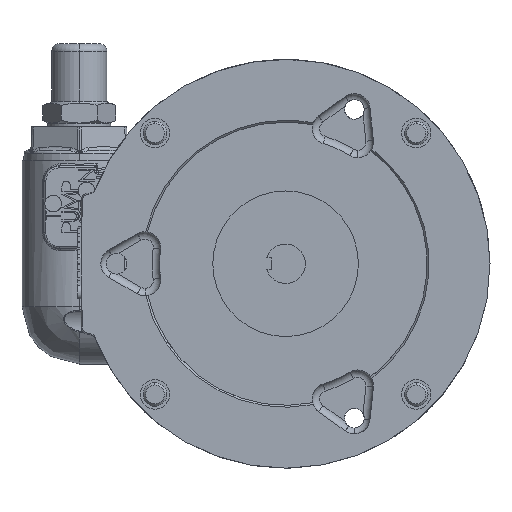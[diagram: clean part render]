
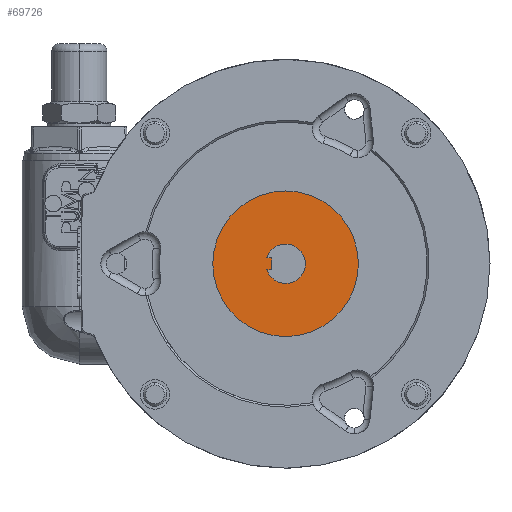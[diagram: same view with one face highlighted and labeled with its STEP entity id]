
A CAD part, left-side view. The second image highlights one B-rep face of the part: STEP entity #69726.
In plain terms, the highlighted planar face has unit normal (-1, 0, 0).
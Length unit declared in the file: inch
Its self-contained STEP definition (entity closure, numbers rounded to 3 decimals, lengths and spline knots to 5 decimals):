
#574 = DIRECTION ( 'NONE',  ( 1., 0., 0. ) ) ;
#1111 = AXIS2_PLACEMENT_3D ( 'NONE', #70466, #27093, #77722 ) ;
#1220 = EDGE_LOOP ( 'NONE', ( #53574, #71081 ) ) ;
#1771 = AXIS2_PLACEMENT_3D ( 'NONE', #44126, #574, #51393 ) ;
#3723 = CARTESIAN_POINT ( 'NONE',  ( 0.3215, 0., 1.15725 ) ) ;
#5167 = AXIS2_PLACEMENT_3D ( 'NONE', #24478, #75101, #31721 ) ;
#9251 = DIRECTION ( 'NONE',  ( 0., 0., -1. ) ) ;
#10677 = EDGE_CURVE ( 'NONE', #40966, #66267, #50600, .T. ) ;
#10744 = CARTESIAN_POINT ( 'NONE',  ( 0.3215, 0.29873, -0.09375 ) ) ;
#13379 = VERTEX_POINT ( 'NONE', #10744 ) ;
#15860 = CARTESIAN_POINT ( 'NONE',  ( 0.3215, 0., 0. ) ) ;
#16544 = CIRCLE ( 'NONE', #63893, 0.3131 ) ;
#20583 = ORIENTED_EDGE ( 'NONE', *, *, #25498, .F. ) ;
#22669 = CARTESIAN_POINT ( 'NONE',  ( 0.3215, 0.2239, -0.09375 ) ) ;
#23152 = DIRECTION ( 'NONE',  ( 0., -1., 0. ) ) ;
#23277 = VERTEX_POINT ( 'NONE', #22669 ) ;
#23424 = VECTOR ( 'NONE', #9251, 39.37008 ) ;
#23526 = EDGE_CURVE ( 'NONE', #23277, #13379, #61249, .T. ) ;
#23743 = CARTESIAN_POINT ( 'NONE',  ( 0.3215, 0.29873, 0.09375 ) ) ;
#24369 = CARTESIAN_POINT ( 'NONE',  ( 0.3215, 0., 0. ) ) ;
#24478 = CARTESIAN_POINT ( 'NONE',  ( 0.3215, 0., 0. ) ) ;
#25498 = EDGE_CURVE ( 'NONE', #13379, #40966, #16544, .T. ) ;
#26895 = FACE_OUTER_BOUND ( 'NONE', #1220, .T. ) ;
#27093 = DIRECTION ( 'NONE',  ( 1., 0., 0. ) ) ;
#28835 = EDGE_CURVE ( 'NONE', #78586, #23277, #92489, .T. ) ;
#31190 = ORIENTED_EDGE ( 'NONE', *, *, #65871, .F. ) ;
#31304 = EDGE_CURVE ( 'NONE', #38808, #92292, #62255, .T. ) ;
#31637 = DIRECTION ( 'NONE',  ( 0., -1., 0. ) ) ;
#31721 = DIRECTION ( 'NONE',  ( 0., -1., 0. ) ) ;
#32284 = DIRECTION ( 'NONE',  ( 0., -1., 0. ) ) ;
#32440 = ORIENTED_EDGE ( 'NONE', *, *, #28835, .F. ) ;
#33334 = ORIENTED_EDGE ( 'NONE', *, *, #10677, .F. ) ;
#33356 = CARTESIAN_POINT ( 'NONE',  ( 0.3215, -0.3131, 0. ) ) ;
#38808 = VERTEX_POINT ( 'NONE', #43905 ) ;
#40072 = VECTOR ( 'NONE', #32284, 39.37008 ) ;
#40966 = VERTEX_POINT ( 'NONE', #33356 ) ;
#43905 = CARTESIAN_POINT ( 'NONE',  ( 0.3215, 0., -1.15725 ) ) ;
#44126 = CARTESIAN_POINT ( 'NONE',  ( 0.3215, 0., 0. ) ) ;
#46563 = EDGE_LOOP ( 'NONE', ( #20583, #57400, #32440, #31190, #33334 ) ) ;
#50600 = CIRCLE ( 'NONE', #5167, 0.3131 ) ;
#50785 = DIRECTION ( 'NONE',  ( 0., 1., 0. ) ) ;
#51393 = DIRECTION ( 'NONE',  ( 0., -1., 0. ) ) ;
#53574 = ORIENTED_EDGE ( 'NONE', *, *, #58018, .F. ) ;
#54852 = CARTESIAN_POINT ( 'NONE',  ( 0.3215, 0.2239, 0.09375 ) ) ;
#57400 = ORIENTED_EDGE ( 'NONE', *, *, #23526, .F. ) ;
#58018 = EDGE_CURVE ( 'NONE', #92292, #38808, #70518, .T. ) ;
#59289 = LINE ( 'NONE', #23743, #40072 ) ;
#61249 = LINE ( 'NONE', #94086, #78228 ) ;
#62255 = CIRCLE ( 'NONE', #1111, 1.15725 ) ;
#63893 = AXIS2_PLACEMENT_3D ( 'NONE', #24369, #75008, #31637 ) ;
#65421 = FACE_BOUND ( 'NONE', #46563, .T. ) ;
#65871 = EDGE_CURVE ( 'NONE', #66267, #78586, #59289, .T. ) ;
#66261 = PLANE ( 'NONE',  #81652 ) ;
#66267 = VERTEX_POINT ( 'NONE', #83473 ) ;
#66574 = DIRECTION ( 'NONE',  ( -1., 0., 0. ) ) ;
#67354 = CARTESIAN_POINT ( 'NONE',  ( 0.3215, 0.2239, -0.09375 ) ) ;
#69726 = ADVANCED_FACE ( 'NONE', ( #65421, #26895 ), #66261, .T. ) ;
#70466 = CARTESIAN_POINT ( 'NONE',  ( 0.3215, 0., 0. ) ) ;
#70518 = CIRCLE ( 'NONE', #1771, 1.15725 ) ;
#71081 = ORIENTED_EDGE ( 'NONE', *, *, #31304, .F. ) ;
#75008 = DIRECTION ( 'NONE',  ( -1., 0., 0. ) ) ;
#75101 = DIRECTION ( 'NONE',  ( -1., 0., 0. ) ) ;
#77722 = DIRECTION ( 'NONE',  ( 0., -1., 0. ) ) ;
#78228 = VECTOR ( 'NONE', #50785, 39.37008 ) ;
#78586 = VERTEX_POINT ( 'NONE', #54852 ) ;
#81652 = AXIS2_PLACEMENT_3D ( 'NONE', #15860, #66574, #23152 ) ;
#83473 = CARTESIAN_POINT ( 'NONE',  ( 0.3215, 0.29873, 0.09375 ) ) ;
#92292 = VERTEX_POINT ( 'NONE', #3723 ) ;
#92489 = LINE ( 'NONE', #67354, #23424 ) ;
#94086 = CARTESIAN_POINT ( 'NONE',  ( 0.3215, 0.29873, -0.09375 ) ) ;
